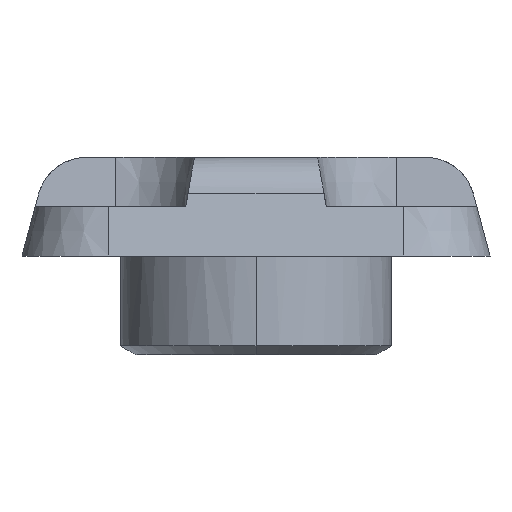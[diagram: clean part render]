
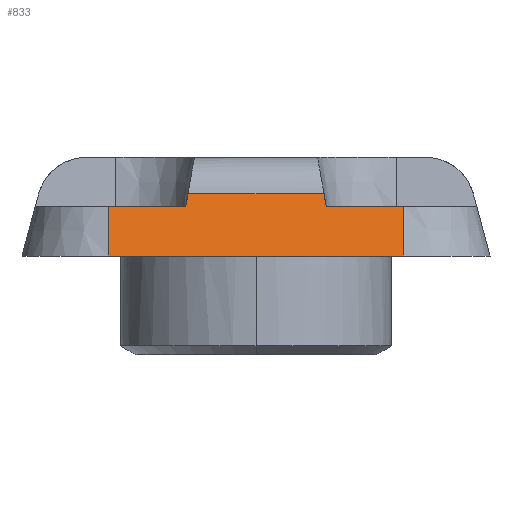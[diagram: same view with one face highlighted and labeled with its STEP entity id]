
A CAD part, left-side view. The second image highlights one B-rep face of the part: STEP entity #833.
In plain terms, the highlighted planar face has unit normal (-0.966, 0, 0.259).
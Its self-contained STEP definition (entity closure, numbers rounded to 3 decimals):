
#54 = LINE ( 'NONE', #1805, #1044 ) ;
#88 = VECTOR ( 'NONE', #1920, 1000. ) ;
#233 = DIRECTION ( 'NONE',  ( 0., 1., 0. ) ) ;
#245 = VERTEX_POINT ( 'NONE', #2089 ) ;
#294 = LINE ( 'NONE', #2955, #3219 ) ;
#313 = LINE ( 'NONE', #3728, #3975 ) ;
#334 = EDGE_CURVE ( 'NONE', #989, #2474, #678, .T. ) ;
#423 = ORIENTED_EDGE ( 'NONE', *, *, #1866, .T. ) ;
#507 = CARTESIAN_POINT ( 'NONE',  ( -68.75, 15., 0. ) ) ;
#525 = VERTEX_POINT ( 'NONE', #2877 ) ;
#593 = FACE_OUTER_BOUND ( 'NONE', #3915, .T. ) ;
#678 = LINE ( 'NONE', #1564, #2911 ) ;
#780 = ORIENTED_EDGE ( 'NONE', *, *, #334, .T. ) ;
#820 = DIRECTION ( 'NONE',  ( 0.259, 0., 0.966 ) ) ;
#833 = ADVANCED_FACE ( 'NONE', ( #593 ), #1462, .T. ) ;
#852 = EDGE_CURVE ( 'NONE', #1432, #525, #1223, .T. ) ;
#886 = CARTESIAN_POINT ( 'NONE',  ( -67.064, -6.903, 6.294 ) ) ;
#989 = VERTEX_POINT ( 'NONE', #2485 ) ;
#1044 = VECTOR ( 'NONE', #233, 1000. ) ;
#1088 = VECTOR ( 'NONE', #2741, 1000. ) ;
#1199 = ORIENTED_EDGE ( 'NONE', *, *, #2827, .T. ) ;
#1223 = LINE ( 'NONE', #1791, #2524 ) ;
#1229 = DIRECTION ( 'NONE',  ( 0.255, 0.168, 0.952 ) ) ;
#1355 = LINE ( 'NONE', #4064, #88 ) ;
#1432 = VERTEX_POINT ( 'NONE', #1816 ) ;
#1462 = PLANE ( 'NONE',  #2679 ) ;
#1564 = CARTESIAN_POINT ( 'NONE',  ( -67.764, 7.365, 3.679 ) ) ;
#1791 = CARTESIAN_POINT ( 'NONE',  ( -68.75, -15., 0. ) ) ;
#1805 = CARTESIAN_POINT ( 'NONE',  ( -67.41, -15., 5. ) ) ;
#1809 = EDGE_CURVE ( 'NONE', #2474, #245, #54, .T. ) ;
#1816 = CARTESIAN_POINT ( 'NONE',  ( -67.41, -15., 5. ) ) ;
#1817 = VERTEX_POINT ( 'NONE', #507 ) ;
#1866 = EDGE_CURVE ( 'NONE', #1432, #2157, #3594, .T. ) ;
#1872 = EDGE_CURVE ( 'NONE', #2157, #2164, #313, .T. ) ;
#1897 = LINE ( 'NONE', #3517, #3824 ) ;
#1920 = DIRECTION ( 'NONE',  ( -0.259, 0., -0.966 ) ) ;
#1952 = ORIENTED_EDGE ( 'NONE', *, *, #4006, .T. ) ;
#2089 = CARTESIAN_POINT ( 'NONE',  ( -67.41, 15., 5. ) ) ;
#2157 = VERTEX_POINT ( 'NONE', #3535 ) ;
#2164 = VERTEX_POINT ( 'NONE', #886 ) ;
#2309 = DIRECTION ( 'NONE',  ( 0., -1., 0. ) ) ;
#2474 = VERTEX_POINT ( 'NONE', #3164 ) ;
#2485 = CARTESIAN_POINT ( 'NONE',  ( -67.064, 6.903, 6.294 ) ) ;
#2524 = VECTOR ( 'NONE', #3700, 1000. ) ;
#2563 = DIRECTION ( 'NONE',  ( 0., 1., 0. ) ) ;
#2595 = ORIENTED_EDGE ( 'NONE', *, *, #3919, .T. ) ;
#2679 = AXIS2_PLACEMENT_3D ( 'NONE', #3288, #2990, #820 ) ;
#2741 = DIRECTION ( 'NONE',  ( 0., 1., 0. ) ) ;
#2806 = ORIENTED_EDGE ( 'NONE', *, *, #852, .F. ) ;
#2827 = EDGE_CURVE ( 'NONE', #2164, #989, #1897, .T. ) ;
#2877 = CARTESIAN_POINT ( 'NONE',  ( -68.75, -15., 0. ) ) ;
#2911 = VECTOR ( 'NONE', #3746, 1000. ) ;
#2955 = CARTESIAN_POINT ( 'NONE',  ( -68.75, -15., 0. ) ) ;
#2990 = DIRECTION ( 'NONE',  ( -0.966, 0., 0.259 ) ) ;
#3081 = CARTESIAN_POINT ( 'NONE',  ( -67.41, -15., 5. ) ) ;
#3138 = ORIENTED_EDGE ( 'NONE', *, *, #1872, .T. ) ;
#3164 = CARTESIAN_POINT ( 'NONE',  ( -67.41, 7.132, 5. ) ) ;
#3219 = VECTOR ( 'NONE', #2309, 1000. ) ;
#3288 = CARTESIAN_POINT ( 'NONE',  ( -68.75, -15., 0. ) ) ;
#3445 = ORIENTED_EDGE ( 'NONE', *, *, #1809, .T. ) ;
#3517 = CARTESIAN_POINT ( 'NONE',  ( -67.064, -15., 6.294 ) ) ;
#3535 = CARTESIAN_POINT ( 'NONE',  ( -67.41, -7.132, 5. ) ) ;
#3594 = LINE ( 'NONE', #3081, #1088 ) ;
#3700 = DIRECTION ( 'NONE',  ( -0.259, 0., -0.966 ) ) ;
#3728 = CARTESIAN_POINT ( 'NONE',  ( -69.049, -8.21, -1.117 ) ) ;
#3746 = DIRECTION ( 'NONE',  ( -0.255, 0.168, -0.952 ) ) ;
#3824 = VECTOR ( 'NONE', #2563, 1000. ) ;
#3915 = EDGE_LOOP ( 'NONE', ( #3138, #1199, #780, #3445, #1952, #2595, #2806, #423 ) ) ;
#3919 = EDGE_CURVE ( 'NONE', #1817, #525, #294, .T. ) ;
#3975 = VECTOR ( 'NONE', #1229, 1000. ) ;
#4006 = EDGE_CURVE ( 'NONE', #245, #1817, #1355, .T. ) ;
#4064 = CARTESIAN_POINT ( 'NONE',  ( -68.75, 15., 0. ) ) ;
